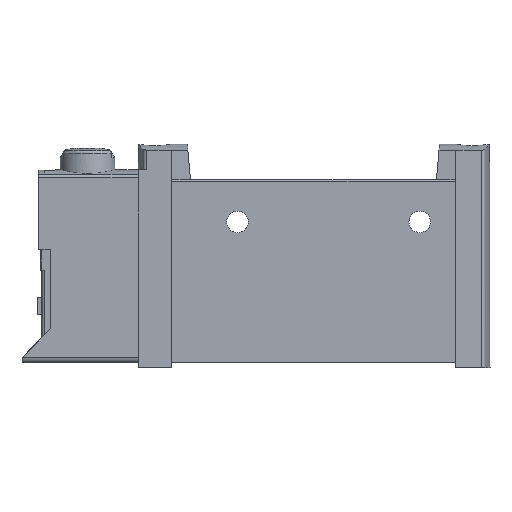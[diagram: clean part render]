
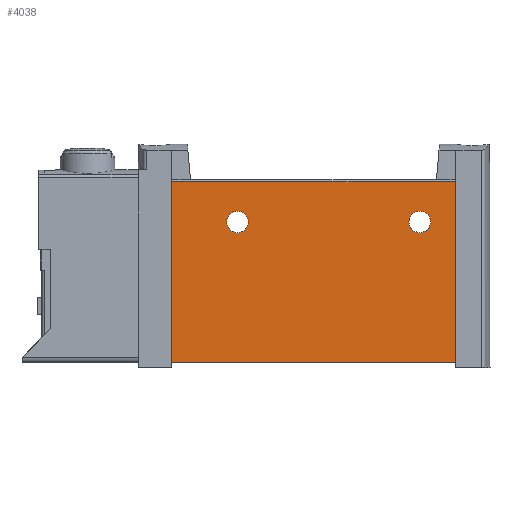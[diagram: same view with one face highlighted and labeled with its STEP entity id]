
A CAD part, top view. The second image highlights one B-rep face of the part: STEP entity #4038.
In plain terms, the highlighted planar face has unit normal (0, 0, 1).
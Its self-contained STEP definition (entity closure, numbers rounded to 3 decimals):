
#72=PLANE('',#4376);
#275=CIRCLE('',#4377,1.6);
#276=CIRCLE('',#4378,1.6);
#491=LINE('',#6428,#891);
#502=LINE('',#6456,#902);
#505=LINE('',#6464,#905);
#508=LINE('',#6472,#908);
#891=VECTOR('',#5029,1000.);
#902=VECTOR('',#5054,1000.);
#905=VECTOR('',#5061,1000.);
#908=VECTOR('',#5070,1000.);
#1495=ORIENTED_EDGE('',*,*,#2601,.F.);
#1496=ORIENTED_EDGE('',*,*,#2602,.F.);
#1497=ORIENTED_EDGE('',*,*,#2579,.T.);
#1498=ORIENTED_EDGE('',*,*,#2603,.F.);
#1499=ORIENTED_EDGE('',*,*,#2594,.F.);
#1500=ORIENTED_EDGE('',*,*,#2598,.T.);
#2579=EDGE_CURVE('',#3131,#3130,#491,.T.);
#2594=EDGE_CURVE('',#3140,#3141,#502,.T.);
#2598=EDGE_CURVE('',#3140,#3131,#505,.T.);
#2601=EDGE_CURVE('',#3144,#3144,#275,.F.);
#2602=EDGE_CURVE('',#3145,#3145,#276,.F.);
#2603=EDGE_CURVE('',#3141,#3130,#508,.T.);
#3130=VERTEX_POINT('',#6427);
#3131=VERTEX_POINT('',#6429);
#3140=VERTEX_POINT('',#6455);
#3141=VERTEX_POINT('',#6457);
#3144=VERTEX_POINT('',#6469);
#3145=VERTEX_POINT('',#6471);
#3401=EDGE_LOOP('',(#1495));
#3402=EDGE_LOOP('',(#1496));
#3403=EDGE_LOOP('',(#1497,#1498,#1499,#1500));
#3700=FACE_BOUND('',#3401,.T.);
#3701=FACE_BOUND('',#3402,.T.);
#3702=FACE_BOUND('',#3403,.T.);
#4038=ADVANCED_FACE('',(#3700,#3701,#3702),#72,.F.);
#4376=AXIS2_PLACEMENT_3D('',#6467,#5064,#5065);
#4377=AXIS2_PLACEMENT_3D('',#6468,#5066,#5067);
#4378=AXIS2_PLACEMENT_3D('',#6470,#5068,#5069);
#5029=DIRECTION('',(0.,-1.,0.));
#5054=DIRECTION('',(0.,-1.,0.));
#5061=DIRECTION('',(-1.,0.,0.));
#5064=DIRECTION('',(0.,0.,-1.));
#5065=DIRECTION('',(-1.,0.,0.));
#5066=DIRECTION('',(0.,0.,-1.));
#5067=DIRECTION('',(-1.,0.,0.));
#5068=DIRECTION('',(0.,0.,-1.));
#5069=DIRECTION('',(-1.,0.,0.));
#5070=DIRECTION('',(-1.,0.,0.));
#6427=CARTESIAN_POINT('',(-21.,0.,5.1));
#6428=CARTESIAN_POINT('',(-21.,26.7,5.1));
#6429=CARTESIAN_POINT('',(-21.,26.7,5.1));
#6455=CARTESIAN_POINT('',(21.,26.7,5.1));
#6456=CARTESIAN_POINT('',(21.,26.7,5.1));
#6457=CARTESIAN_POINT('',(21.,0.,5.1));
#6464=CARTESIAN_POINT('',(21.,26.7,5.1));
#6467=CARTESIAN_POINT('',(21.,26.7,5.1));
#6468=CARTESIAN_POINT('',(-11.25,20.8,5.1));
#6469=CARTESIAN_POINT('',(-12.85,20.8,5.1));
#6470=CARTESIAN_POINT('',(15.75,20.8,5.1));
#6471=CARTESIAN_POINT('',(14.15,20.8,5.1));
#6472=CARTESIAN_POINT('',(21.,0.,5.1));
